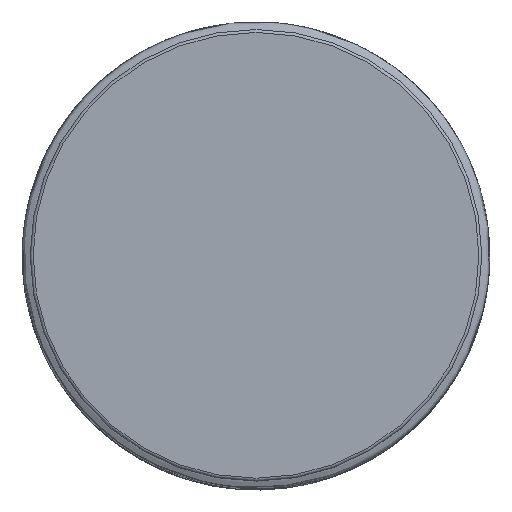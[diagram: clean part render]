
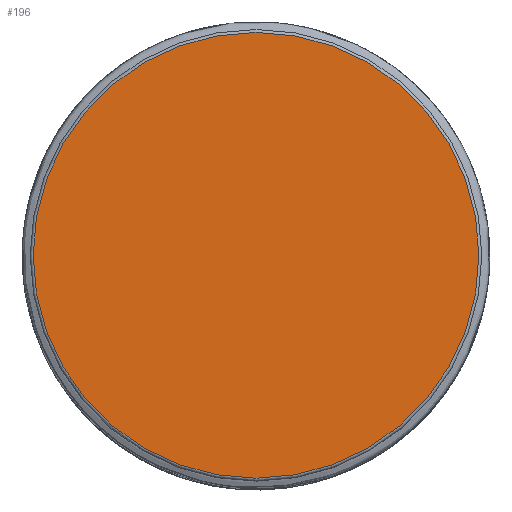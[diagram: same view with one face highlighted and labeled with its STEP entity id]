
A CAD part, top view. The second image highlights one B-rep face of the part: STEP entity #196.
In plain terms, the highlighted planar face has unit normal (0, 0, 1).
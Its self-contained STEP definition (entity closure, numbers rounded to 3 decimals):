
#158=FACE_OUTER_BOUND('',#288,.T.);
#161=PLANE('',#646);
#196=ADVANCED_FACE('CLONE_TP_FACE',(#158),#161,.T.);
#288=EDGE_LOOP('',(#328));
#328=ORIENTED_EDGE('',*,*,#355,.T.);
#330=VERTEX_POINT('',#836);
#355=EDGE_CURVE('',#330,#330,#375,.T.);
#375=CIRCLE('',#607,38.155);
#607=AXIS2_PLACEMENT_3D('',#835,#696,#697);
#646=AXIS2_PLACEMENT_3D('',#893,#774,#775);
#696=DIRECTION('',(0.,0.,1.));
#697=DIRECTION('',(1.,0.,0.));
#774=DIRECTION('',(0.,0.,1.));
#775=DIRECTION('',(1.,0.,0.));
#835=CARTESIAN_POINT('',(0.,0.,0.));
#836=CARTESIAN_POINT('',(38.155,0.,0.));
#893=CARTESIAN_POINT('',(16.006,0.,0.));
